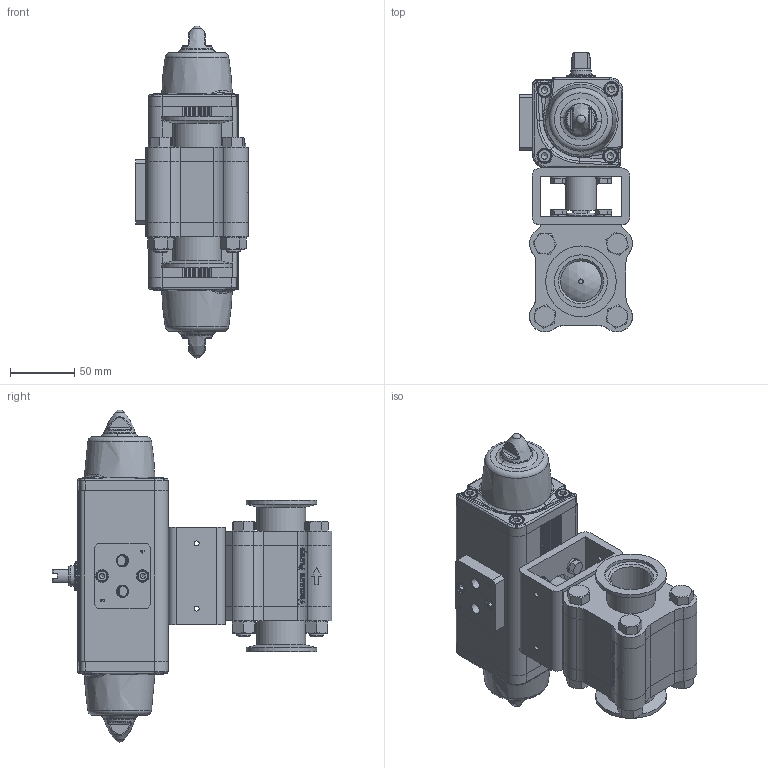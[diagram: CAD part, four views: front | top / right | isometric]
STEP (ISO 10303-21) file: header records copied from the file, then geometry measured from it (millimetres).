
FILE_DESCRIPTION(/* description */ (''),/* implementation_level */ '2;1');
FILE_NAME(/* name */ '3009135e.stp',/* time_stamp */ '2021-03-19T12:03:12-04:00',/* author */ ('Sana_M'),/* organization */ (''),/* preprocessor_version */ 'ST-DEVELOPER v18.1',/* originating_system */ 'Autodesk Inventor 2021',/* authorisation */ '');
FILE_SCHEMA (('AUTOMOTIVE_DESIGN { 1 0 10303 214 3 1 1 }'));
Products named in the file (1): 3009135e
Bounding box: 87.99 x 218.16 x 258.8 mm (x, y, z)
Surface area: 191751.4 mm2 (no closed solid volume)
Topology: 0 solids, 55 shells, 1277 faces, 3918 edges, 2619 vertices
Faces by surface type: plane 515, bspline 348, cylinder 201, cone 177, torus 33, sphere 3
Full cylindrical faces by diameter (mm): 1.7 x2, 3.962 x4, 4.2 x4, 5 x1, 6 x2, 8.382 x1, 8.89 x2, 9 x2, 10 x8, 11.112 x4, 13.919 x1, 15.1 x1, 16 x1, 22 x3, 22.225 x1, 24 x1, 25.146 x1, 31.75 x5, 38.1 x2, 41.199 x2, 54.991 x2
Entity records: 106748 total; most frequent: CARTESIAN_POINT 73391, ORIENTED_EDGE 6788, DIRECTION 5878, EDGE_CURVE 3883, VERTEX_POINT 2619, AXIS2_PLACEMENT_3D 2204, LINE 1470, VECTOR 1470
